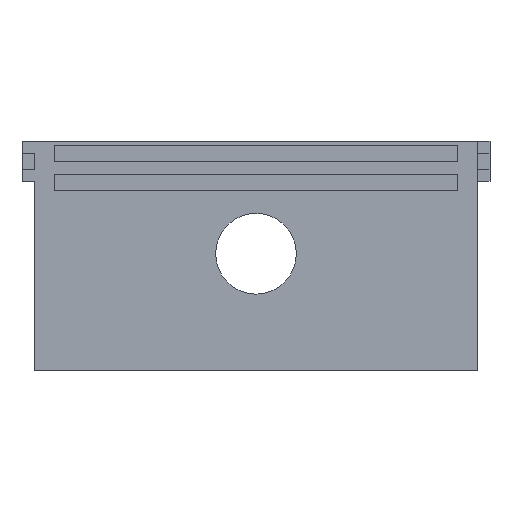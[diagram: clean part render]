
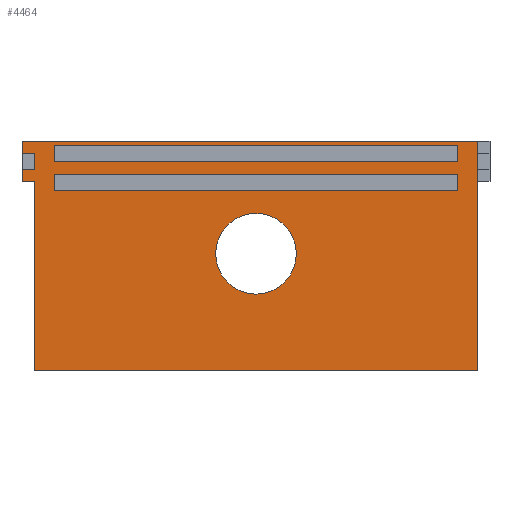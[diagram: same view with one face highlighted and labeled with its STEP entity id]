
A CAD part, front view. The second image highlights one B-rep face of the part: STEP entity #4464.
In plain terms, the highlighted planar face has unit normal (0, -1, 0).
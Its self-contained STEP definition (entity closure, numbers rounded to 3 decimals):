
#17=FACE_BOUND('',#336,.T.);
#18=FACE_BOUND('',#337,.T.);
#19=FACE_BOUND('',#338,.T.);
#59=CIRCLE('',#4695,5.);
#117=FACE_OUTER_BOUND('',#335,.T.);
#335=EDGE_LOOP('',(#3011,#3012,#3013,#3014,#3015,#3016,#3017,#3018,#3019,
#3020,#3021,#3022,#3023,#3024));
#336=EDGE_LOOP('',(#3025));
#337=EDGE_LOOP('',(#3026,#3027,#3028,#3029));
#338=EDGE_LOOP('',(#3030,#3031,#3032,#3033));
#610=LINE('',#6126,#1240);
#616=LINE('',#6137,#1246);
#623=LINE('',#6152,#1253);
#624=LINE('',#6154,#1254);
#625=LINE('',#6156,#1255);
#626=LINE('',#6158,#1256);
#627=LINE('',#6160,#1257);
#628=LINE('',#6162,#1258);
#629=LINE('',#6164,#1259);
#630=LINE('',#6166,#1260);
#631=LINE('',#6168,#1261);
#632=LINE('',#6170,#1262);
#633=LINE('',#6172,#1263);
#634=LINE('',#6173,#1264);
#635=LINE('',#6176,#1265);
#636=LINE('',#6178,#1266);
#637=LINE('',#6180,#1267);
#638=LINE('',#6181,#1268);
#639=LINE('',#6184,#1269);
#640=LINE('',#6186,#1270);
#641=LINE('',#6188,#1271);
#642=LINE('',#6189,#1272);
#1240=VECTOR('',#4993,10.);
#1246=VECTOR('',#5001,10.);
#1253=VECTOR('',#5014,10.);
#1254=VECTOR('',#5015,10.);
#1255=VECTOR('',#5016,10.);
#1256=VECTOR('',#5017,10.);
#1257=VECTOR('',#5018,10.);
#1258=VECTOR('',#5019,10.);
#1259=VECTOR('',#5020,10.);
#1260=VECTOR('',#5021,10.);
#1261=VECTOR('',#5022,10.);
#1262=VECTOR('',#5023,10.);
#1263=VECTOR('',#5024,10.);
#1264=VECTOR('',#5025,10.);
#1265=VECTOR('',#5026,10.);
#1266=VECTOR('',#5027,10.);
#1267=VECTOR('',#5028,10.);
#1268=VECTOR('',#5029,10.);
#1269=VECTOR('',#5030,10.);
#1270=VECTOR('',#5031,10.);
#1271=VECTOR('',#5032,10.);
#1272=VECTOR('',#5033,10.);
#1857=VERTEX_POINT('',#6112);
#1862=VERTEX_POINT('',#6123);
#1863=VERTEX_POINT('',#6125);
#1867=VERTEX_POINT('',#6135);
#1872=VERTEX_POINT('',#6151);
#1873=VERTEX_POINT('',#6153);
#1874=VERTEX_POINT('',#6155);
#1875=VERTEX_POINT('',#6157);
#1876=VERTEX_POINT('',#6159);
#1877=VERTEX_POINT('',#6161);
#1878=VERTEX_POINT('',#6163);
#1879=VERTEX_POINT('',#6165);
#1880=VERTEX_POINT('',#6167);
#1881=VERTEX_POINT('',#6169);
#1882=VERTEX_POINT('',#6171);
#1883=VERTEX_POINT('',#6174);
#1884=VERTEX_POINT('',#6175);
#1885=VERTEX_POINT('',#6177);
#1886=VERTEX_POINT('',#6179);
#1887=VERTEX_POINT('',#6182);
#1888=VERTEX_POINT('',#6183);
#1889=VERTEX_POINT('',#6185);
#1890=VERTEX_POINT('',#6187);
#2304=EDGE_CURVE('',#1857,#1857,#59,.T.);
#2309=EDGE_CURVE('',#1862,#1863,#610,.T.);
#2315=EDGE_CURVE('',#1867,#1862,#616,.T.);
#2322=EDGE_CURVE('',#1867,#1872,#623,.T.);
#2323=EDGE_CURVE('',#1872,#1873,#624,.T.);
#2324=EDGE_CURVE('',#1874,#1873,#625,.T.);
#2325=EDGE_CURVE('',#1874,#1875,#626,.T.);
#2326=EDGE_CURVE('',#1875,#1876,#627,.T.);
#2327=EDGE_CURVE('',#1876,#1877,#628,.T.);
#2328=EDGE_CURVE('',#1877,#1878,#629,.T.);
#2329=EDGE_CURVE('',#1879,#1878,#630,.T.);
#2330=EDGE_CURVE('',#1880,#1879,#631,.T.);
#2331=EDGE_CURVE('',#1880,#1881,#632,.T.);
#2332=EDGE_CURVE('',#1881,#1882,#633,.T.);
#2333=EDGE_CURVE('',#1882,#1863,#634,.T.);
#2334=EDGE_CURVE('',#1883,#1884,#635,.T.);
#2335=EDGE_CURVE('',#1884,#1885,#636,.T.);
#2336=EDGE_CURVE('',#1885,#1886,#637,.T.);
#2337=EDGE_CURVE('',#1886,#1883,#638,.T.);
#2338=EDGE_CURVE('',#1887,#1888,#639,.T.);
#2339=EDGE_CURVE('',#1888,#1889,#640,.T.);
#2340=EDGE_CURVE('',#1889,#1890,#641,.T.);
#2341=EDGE_CURVE('',#1890,#1887,#642,.T.);
#3011=ORIENTED_EDGE('',*,*,#2315,.F.);
#3012=ORIENTED_EDGE('',*,*,#2322,.T.);
#3013=ORIENTED_EDGE('',*,*,#2323,.T.);
#3014=ORIENTED_EDGE('',*,*,#2324,.F.);
#3015=ORIENTED_EDGE('',*,*,#2325,.T.);
#3016=ORIENTED_EDGE('',*,*,#2326,.T.);
#3017=ORIENTED_EDGE('',*,*,#2327,.T.);
#3018=ORIENTED_EDGE('',*,*,#2328,.T.);
#3019=ORIENTED_EDGE('',*,*,#2329,.F.);
#3020=ORIENTED_EDGE('',*,*,#2330,.F.);
#3021=ORIENTED_EDGE('',*,*,#2331,.T.);
#3022=ORIENTED_EDGE('',*,*,#2332,.T.);
#3023=ORIENTED_EDGE('',*,*,#2333,.T.);
#3024=ORIENTED_EDGE('',*,*,#2309,.F.);
#3025=ORIENTED_EDGE('',*,*,#2304,.T.);
#3026=ORIENTED_EDGE('',*,*,#2334,.T.);
#3027=ORIENTED_EDGE('',*,*,#2335,.T.);
#3028=ORIENTED_EDGE('',*,*,#2336,.T.);
#3029=ORIENTED_EDGE('',*,*,#2337,.T.);
#3030=ORIENTED_EDGE('',*,*,#2338,.T.);
#3031=ORIENTED_EDGE('',*,*,#2339,.T.);
#3032=ORIENTED_EDGE('',*,*,#2340,.T.);
#3033=ORIENTED_EDGE('',*,*,#2341,.T.);
#4258=PLANE('',#4700);
#4464=ADVANCED_FACE('',(#117,#17,#18,#19),#4258,.T.);
#4695=AXIS2_PLACEMENT_3D('',#6114,#4985,#4986);
#4700=AXIS2_PLACEMENT_3D('',#6150,#5012,#5013);
#4985=DIRECTION('center_axis',(0.,1.,0.));
#4986=DIRECTION('ref_axis',(-1.,0.,0.));
#4993=DIRECTION('',(-1.,0.,0.));
#5001=DIRECTION('',(0.,0.,1.));
#5012=DIRECTION('center_axis',(0.,-1.,0.));
#5013=DIRECTION('ref_axis',(1.,0.,0.));
#5014=DIRECTION('',(1.,0.,0.));
#5015=DIRECTION('',(0.,0.,1.));
#5016=DIRECTION('',(1.,0.,0.));
#5017=DIRECTION('',(0.,0.,1.));
#5018=DIRECTION('',(-1.,0.,0.));
#5019=DIRECTION('',(0.,0.,-1.));
#5020=DIRECTION('',(1.,0.,0.));
#5021=DIRECTION('',(0.,0.,1.));
#5022=DIRECTION('',(-1.,0.,0.));
#5023=DIRECTION('',(0.,0.,-1.));
#5024=DIRECTION('',(-1.,0.,0.));
#5025=DIRECTION('',(0.,0.,-1.));
#5026=DIRECTION('',(0.,0.,1.));
#5027=DIRECTION('',(1.,0.,0.));
#5028=DIRECTION('',(0.,0.,-1.));
#5029=DIRECTION('',(-1.,0.,0.));
#5030=DIRECTION('',(0.,0.,1.));
#5031=DIRECTION('',(1.,0.,0.));
#5032=DIRECTION('',(0.,0.,-1.));
#5033=DIRECTION('',(-1.,0.,0.));
#6112=CARTESIAN_POINT('',(17.947,-13.219,-9.474));
#6114=CARTESIAN_POINT('Origin',(12.947,-13.219,-9.474));
#6123=CARTESIAN_POINT('',(-14.553,-13.219,-0.5));
#6125=CARTESIAN_POINT('',(-16.053,-13.219,-0.5));
#6126=CARTESIAN_POINT('',(-14.553,-13.219,-0.5));
#6135=CARTESIAN_POINT('',(-14.553,-13.219,-24.));
#6137=CARTESIAN_POINT('',(-14.553,-13.219,-3.872));
#6150=CARTESIAN_POINT('Origin',(-14.553,-13.219,4.378));
#6151=CARTESIAN_POINT('',(40.447,-13.219,-24.));
#6152=CARTESIAN_POINT('',(-14.553,-13.219,-24.));
#6153=CARTESIAN_POINT('',(40.447,-13.219,4.5));
#6154=CARTESIAN_POINT('',(40.447,-13.219,4.378));
#6155=CARTESIAN_POINT('',(-14.553,-13.219,4.5));
#6156=CARTESIAN_POINT('',(26.697,-13.219,4.5));
#6157=CARTESIAN_POINT('',(-14.553,-13.219,4.5));
#6158=CARTESIAN_POINT('',(-14.553,-13.219,4.5));
#6159=CARTESIAN_POINT('',(-16.053,-13.219,4.5));
#6160=CARTESIAN_POINT('',(-14.553,-13.219,4.5));
#6161=CARTESIAN_POINT('',(-16.053,-13.219,3.));
#6162=CARTESIAN_POINT('',(-16.053,-13.219,4.5));
#6163=CARTESIAN_POINT('',(-14.553,-13.219,3.));
#6164=CARTESIAN_POINT('',(-14.553,-13.219,3.));
#6165=CARTESIAN_POINT('',(-14.553,-13.219,3.));
#6166=CARTESIAN_POINT('',(-14.553,-13.219,2.878));
#6167=CARTESIAN_POINT('',(-14.553,-13.219,3.));
#6168=CARTESIAN_POINT('',(-14.553,-13.219,3.));
#6169=CARTESIAN_POINT('',(-14.553,-13.219,1.));
#6170=CARTESIAN_POINT('',(-14.553,-13.219,-4.811));
#6171=CARTESIAN_POINT('',(-16.053,-13.219,1.));
#6172=CARTESIAN_POINT('',(-1.553,-13.219,1.));
#6173=CARTESIAN_POINT('',(-16.053,-13.219,1.));
#6174=CARTESIAN_POINT('',(-12.053,-13.219,-1.6));
#6175=CARTESIAN_POINT('',(-12.053,-13.219,0.4));
#6176=CARTESIAN_POINT('',(-12.053,-13.219,2.389));
#6177=CARTESIAN_POINT('',(37.947,-13.219,0.4));
#6178=CARTESIAN_POINT('',(11.697,-13.219,0.4));
#6179=CARTESIAN_POINT('',(37.947,-13.219,-1.6));
#6180=CARTESIAN_POINT('',(37.947,-13.219,1.389));
#6181=CARTESIAN_POINT('',(-13.303,-13.219,-1.6));
#6182=CARTESIAN_POINT('',(-12.053,-13.219,2.));
#6183=CARTESIAN_POINT('',(-12.053,-13.219,4.));
#6184=CARTESIAN_POINT('',(-12.053,-13.219,4.189));
#6185=CARTESIAN_POINT('',(37.947,-13.219,4.));
#6186=CARTESIAN_POINT('',(11.697,-13.219,4.));
#6187=CARTESIAN_POINT('',(37.947,-13.219,2.));
#6188=CARTESIAN_POINT('',(37.947,-13.219,3.189));
#6189=CARTESIAN_POINT('',(-13.303,-13.219,2.));
